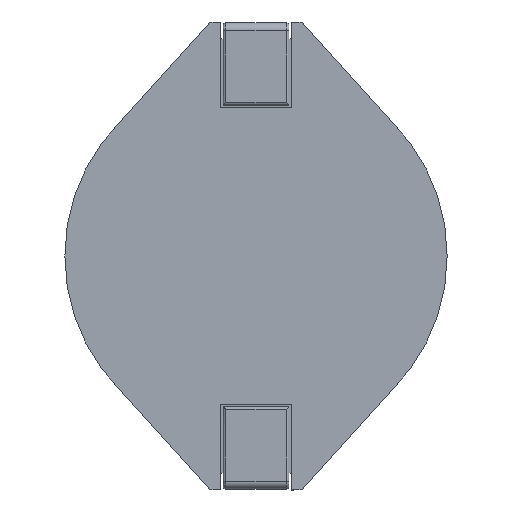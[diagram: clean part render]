
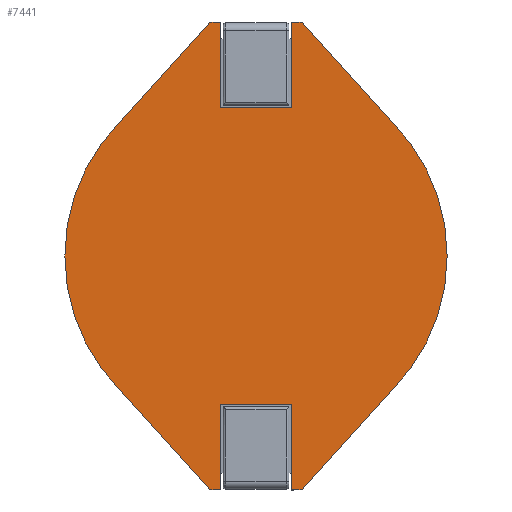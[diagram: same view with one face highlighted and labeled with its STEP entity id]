
A CAD part, front view. The second image highlights one B-rep face of the part: STEP entity #7441.
In plain terms, the highlighted planar face has unit normal (0, -1, 0).
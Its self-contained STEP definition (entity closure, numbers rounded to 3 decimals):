
#524 = CIRCLE ( 'NONE', #1459, 7.366 ) ;
#543 = CIRCLE ( 'NONE', #1449, 7.366 ) ;
#547 = VECTOR ( 'NONE', #1348, 1000. ) ;
#1030 = LINE ( 'NONE', #1347, #547 ) ;
#1034 = LINE ( 'NONE', #1355, #14372 ) ;
#1035 = LINE ( 'NONE', #1357, #1445 ) ;
#1036 = LINE ( 'NONE', #1359, #1446 ) ;
#1039 = LINE ( 'NONE', #1368, #1450 ) ;
#1040 = LINE ( 'NONE', #1370, #1451 ) ;
#1043 = LINE ( 'NONE', #1376, #1454 ) ;
#1044 = LINE ( 'NONE', #1378, #1455 ) ;
#1045 = LINE ( 'NONE', #1380, #1456 ) ;
#1048 = LINE ( 'NONE', #1389, #1460 ) ;
#1049 = LINE ( 'NONE', #1391, #1461 ) ;
#1347 = CARTESIAN_POINT ( 'NONE',  ( 7.366, 0., -9.017 ) ) ;
#1348 = DIRECTION ( 'NONE',  ( 1., 0., 0. ) ) ;
#1355 = CARTESIAN_POINT ( 'NONE',  ( -7.366, 0., -5.715 ) ) ;
#1356 = DIRECTION ( 'NONE',  ( 1., 0., 0. ) ) ;
#1357 = CARTESIAN_POINT ( 'NONE',  ( 1.37, 0., 9.017 ) ) ;
#1358 = DIRECTION ( 'NONE',  ( 0., 0., -1. ) ) ;
#1359 = CARTESIAN_POINT ( 'NONE',  ( 1.778, 0., -9.017 ) ) ;
#1360 = DIRECTION ( 'NONE',  ( 0.669, 0., 0.743 ) ) ;
#1365 = CARTESIAN_POINT ( 'NONE',  ( 0., 0., 0. ) ) ;
#1366 = DIRECTION ( 'NONE',  ( 0., -1., 0. ) ) ;
#1367 = DIRECTION ( 'NONE',  ( 0., 0., 1. ) ) ;
#1368 = CARTESIAN_POINT ( 'NONE',  ( 5.195, 0., 5.222 ) ) ;
#1369 = DIRECTION ( 'NONE',  ( -0.669, 0., 0.743 ) ) ;
#1370 = CARTESIAN_POINT ( 'NONE',  ( 1.37, 0., 9.017 ) ) ;
#1371 = DIRECTION ( 'NONE',  ( 0., 0., -1. ) ) ;
#1376 = CARTESIAN_POINT ( 'NONE',  ( -7.366, 0., 5.715 ) ) ;
#1377 = DIRECTION ( 'NONE',  ( -1., 0., 0. ) ) ;
#1378 = CARTESIAN_POINT ( 'NONE',  ( -1.37, 0., 9.017 ) ) ;
#1379 = DIRECTION ( 'NONE',  ( 0., 0., 1. ) ) ;
#1380 = CARTESIAN_POINT ( 'NONE',  ( -1.778, 0., 9.017 ) ) ;
#1381 = DIRECTION ( 'NONE',  ( -0.669, 0., -0.743 ) ) ;
#1386 = CARTESIAN_POINT ( 'NONE',  ( 0., 0., 0. ) ) ;
#1387 = DIRECTION ( 'NONE',  ( 0., -1., 0. ) ) ;
#1388 = DIRECTION ( 'NONE',  ( 0., 0., 1. ) ) ;
#1389 = CARTESIAN_POINT ( 'NONE',  ( -5.195, 0., -5.222 ) ) ;
#1390 = DIRECTION ( 'NONE',  ( 0.669, 0., -0.743 ) ) ;
#1391 = CARTESIAN_POINT ( 'NONE',  ( -1.37, 0., 9.017 ) ) ;
#1392 = DIRECTION ( 'NONE',  ( 0., 0., 1. ) ) ;
#1445 = VECTOR ( 'NONE', #1358, 1000. ) ;
#1446 = VECTOR ( 'NONE', #1360, 1000. ) ;
#1449 = AXIS2_PLACEMENT_3D ( 'NONE', #1365, #1366, #1367 ) ;
#1450 = VECTOR ( 'NONE', #1369, 1000. ) ;
#1451 = VECTOR ( 'NONE', #1371, 1000. ) ;
#1454 = VECTOR ( 'NONE', #1377, 1000. ) ;
#1455 = VECTOR ( 'NONE', #1379, 1000. ) ;
#1456 = VECTOR ( 'NONE', #1381, 1000. ) ;
#1459 = AXIS2_PLACEMENT_3D ( 'NONE', #1386, #1387, #1388 ) ;
#1460 = VECTOR ( 'NONE', #1390, 1000. ) ;
#1461 = VECTOR ( 'NONE', #1392, 1000. ) ;
#3483 = AXIS2_PLACEMENT_3D ( 'NONE', #3536, #3537, #3538 ) ;
#3535 = PLANE ( 'NONE',  #3483 ) ;
#3536 = CARTESIAN_POINT ( 'NONE',  ( -7.366, 0., 9.017 ) ) ;
#3537 = DIRECTION ( 'NONE',  ( 0., -1., 0. ) ) ;
#3538 = DIRECTION ( 'NONE',  ( 0., 0., -1. ) ) ;
#3795 = FACE_OUTER_BOUND ( 'NONE', #9884, .T. ) ;
#5137 = CARTESIAN_POINT ( 'NONE',  ( -5.195, 0., -5.222 ) ) ;
#5138 = CARTESIAN_POINT ( 'NONE',  ( -1.778, 0., -9.017 ) ) ;
#5139 = CARTESIAN_POINT ( 'NONE',  ( -5.195, 0., 5.222 ) ) ;
#5140 = CARTESIAN_POINT ( 'NONE',  ( -1.37, 0., 5.715 ) ) ;
#5141 = CARTESIAN_POINT ( 'NONE',  ( 1.37, 0., 5.715 ) ) ;
#5142 = CARTESIAN_POINT ( 'NONE',  ( 5.195, 0., 5.222 ) ) ;
#5143 = CARTESIAN_POINT ( 'NONE',  ( 1.37, 0., -5.715 ) ) ;
#5144 = CARTESIAN_POINT ( 'NONE',  ( -1.37, 0., -5.715 ) ) ;
#5145 = CARTESIAN_POINT ( 'NONE',  ( -1.37, 0., -9.017 ) ) ;
#5152 = CARTESIAN_POINT ( 'NONE',  ( 5.195, 0., -5.222 ) ) ;
#5180 = CARTESIAN_POINT ( 'NONE',  ( 1.37, 0., -9.017 ) ) ;
#5181 = CARTESIAN_POINT ( 'NONE',  ( 1.778, 0., -9.017 ) ) ;
#5187 = CARTESIAN_POINT ( 'NONE',  ( 1.37, 0., 9.017 ) ) ;
#5188 = CARTESIAN_POINT ( 'NONE',  ( 1.778, 0., 9.017 ) ) ;
#5194 = CARTESIAN_POINT ( 'NONE',  ( -1.778, 0., 9.017 ) ) ;
#5195 = CARTESIAN_POINT ( 'NONE',  ( -1.37, 0., 9.017 ) ) ;
#6534 = EDGE_CURVE ( 'NONE', #10659, #10660, #13750, .T. ) ;
#6541 = EDGE_CURVE ( 'NONE', #10667, #10666, #13757, .T. ) ;
#6550 = EDGE_CURVE ( 'NONE', #10674, #10673, #13766, .T. ) ;
#6829 = EDGE_CURVE ( 'NONE', #10617, #10624, #1030, .T. ) ;
#6833 = EDGE_CURVE ( 'NONE', #10623, #10622, #1034, .T. ) ;
#6834 = EDGE_CURVE ( 'NONE', #10622, #10659, #1035, .T. ) ;
#6835 = EDGE_CURVE ( 'NONE', #10660, #10631, #1036, .T. ) ;
#6841 = EDGE_CURVE ( 'NONE', #10631, #10621, #543, .T. ) ;
#6843 = EDGE_CURVE ( 'NONE', #10621, #10667, #1039, .T. ) ;
#6844 = EDGE_CURVE ( 'NONE', #10666, #10620, #1040, .T. ) ;
#6847 = EDGE_CURVE ( 'NONE', #10620, #10619, #1043, .T. ) ;
#6848 = EDGE_CURVE ( 'NONE', #10619, #10674, #1044, .T. ) ;
#6849 = EDGE_CURVE ( 'NONE', #10673, #10618, #1045, .T. ) ;
#6855 = EDGE_CURVE ( 'NONE', #10618, #10616, #524, .T. ) ;
#6857 = EDGE_CURVE ( 'NONE', #10616, #10617, #1048, .T. ) ;
#6858 = EDGE_CURVE ( 'NONE', #10624, #10623, #1049, .T. ) ;
#7441 = ADVANCED_FACE ( 'NONE', ( #3795 ), #3535, .T. ) ;
#9884 = EDGE_LOOP ( 'NONE', ( #10599, #10600, #10601, #10598, #10602, #10603, #10604, #10605, #10606, #10607, #10608, #10609, #10610, #10611, #10612, #10613 ) ) ;
#10598 = ORIENTED_EDGE ( 'NONE', *, *, #6834, .T. ) ;
#10599 = ORIENTED_EDGE ( 'NONE', *, *, #6829, .T. ) ;
#10600 = ORIENTED_EDGE ( 'NONE', *, *, #6858, .T. ) ;
#10601 = ORIENTED_EDGE ( 'NONE', *, *, #6833, .T. ) ;
#10602 = ORIENTED_EDGE ( 'NONE', *, *, #6534, .T. ) ;
#10603 = ORIENTED_EDGE ( 'NONE', *, *, #6835, .T. ) ;
#10604 = ORIENTED_EDGE ( 'NONE', *, *, #6841, .T. ) ;
#10605 = ORIENTED_EDGE ( 'NONE', *, *, #6843, .T. ) ;
#10606 = ORIENTED_EDGE ( 'NONE', *, *, #6541, .T. ) ;
#10607 = ORIENTED_EDGE ( 'NONE', *, *, #6844, .T. ) ;
#10608 = ORIENTED_EDGE ( 'NONE', *, *, #6847, .T. ) ;
#10609 = ORIENTED_EDGE ( 'NONE', *, *, #6848, .T. ) ;
#10610 = ORIENTED_EDGE ( 'NONE', *, *, #6550, .T. ) ;
#10611 = ORIENTED_EDGE ( 'NONE', *, *, #6849, .T. ) ;
#10612 = ORIENTED_EDGE ( 'NONE', *, *, #6855, .T. ) ;
#10613 = ORIENTED_EDGE ( 'NONE', *, *, #6857, .T. ) ;
#10616 = VERTEX_POINT ( 'NONE', #5137 ) ;
#10617 = VERTEX_POINT ( 'NONE', #5138 ) ;
#10618 = VERTEX_POINT ( 'NONE', #5139 ) ;
#10619 = VERTEX_POINT ( 'NONE', #5140 ) ;
#10620 = VERTEX_POINT ( 'NONE', #5141 ) ;
#10621 = VERTEX_POINT ( 'NONE', #5142 ) ;
#10622 = VERTEX_POINT ( 'NONE', #5143 ) ;
#10623 = VERTEX_POINT ( 'NONE', #5144 ) ;
#10624 = VERTEX_POINT ( 'NONE', #5145 ) ;
#10631 = VERTEX_POINT ( 'NONE', #5152 ) ;
#10659 = VERTEX_POINT ( 'NONE', #5180 ) ;
#10660 = VERTEX_POINT ( 'NONE', #5181 ) ;
#10666 = VERTEX_POINT ( 'NONE', #5187 ) ;
#10667 = VERTEX_POINT ( 'NONE', #5188 ) ;
#10673 = VERTEX_POINT ( 'NONE', #5194 ) ;
#10674 = VERTEX_POINT ( 'NONE', #5195 ) ;
#13750 = LINE ( 'NONE', #14229, #14199 ) ;
#13757 = LINE ( 'NONE', #14243, #14206 ) ;
#13766 = LINE ( 'NONE', #14261, #14215 ) ;
#14199 = VECTOR ( 'NONE', #14230, 1000. ) ;
#14206 = VECTOR ( 'NONE', #14244, 1000. ) ;
#14215 = VECTOR ( 'NONE', #14262, 1000. ) ;
#14229 = CARTESIAN_POINT ( 'NONE',  ( 7.366, 0., -9.017 ) ) ;
#14230 = DIRECTION ( 'NONE',  ( 1., 0., 0. ) ) ;
#14243 = CARTESIAN_POINT ( 'NONE',  ( 7.366, 0., 9.017 ) ) ;
#14244 = DIRECTION ( 'NONE',  ( -1., 0., 0. ) ) ;
#14261 = CARTESIAN_POINT ( 'NONE',  ( 7.366, 0., 9.017 ) ) ;
#14262 = DIRECTION ( 'NONE',  ( -1., 0., 0. ) ) ;
#14372 = VECTOR ( 'NONE', #1356, 1000. ) ;
